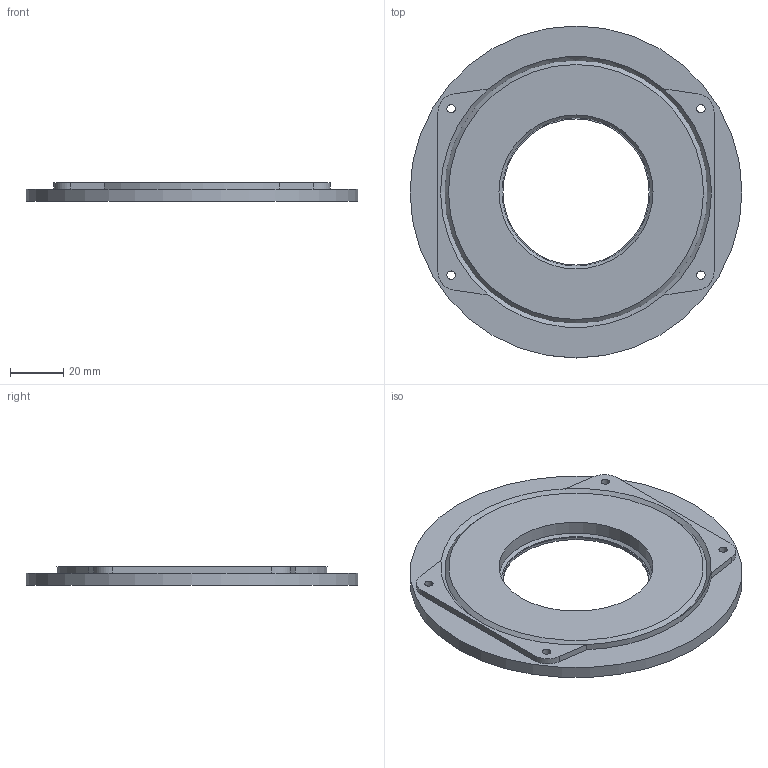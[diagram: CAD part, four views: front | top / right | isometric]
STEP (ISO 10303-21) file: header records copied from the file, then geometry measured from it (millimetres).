
FILE_DESCRIPTION(/* description */ (''),/* implementation_level */ '2;1');
FILE_NAME(/* name */ 'frame_rring2.stp',/* time_stamp */ '2024-06-29T23:08:31-07:00',/* author */ ('aaron'),/* organization */ (''),/* preprocessor_version */ 'ST-DEVELOPER v19.2',/* originating_system */ 'Autodesk Inventor 2023',/* authorisation */ '');
FILE_SCHEMA (('AUTOMOTIVE_DESIGN { 1 0 10303 214 3 1 1 }'));
Length unit declared in the file: millimetre
Products named in the file (1): frame_rring2
Bounding box: 125 x 125 x 7 mm (x, y, z)
Volume: 58765.6 mm3; surface area: 24355.7 mm2
Topology: 1 solids, 1 shells, 36 faces, 78 edges, 50 vertices
Faces by surface type: cylinder 17, plane 16, cone 3
Full cylindrical faces by diameter (mm): 3.2 x4, 6 x4, 55 x1, 58 x1, 125 x1
Entity records: 1057 total; most frequent: DIRECTION 192, CARTESIAN_POINT 165, ORIENTED_EDGE 156, EDGE_CURVE 78, AXIS2_PLACEMENT_3D 77, EDGE_LOOP 52, VERTEX_POINT 50, CIRCLE 40
